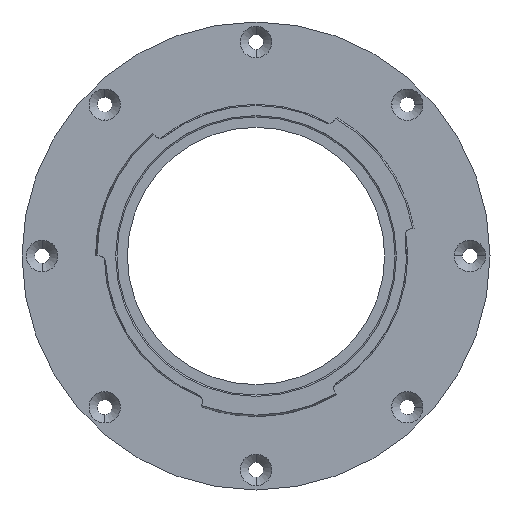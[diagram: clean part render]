
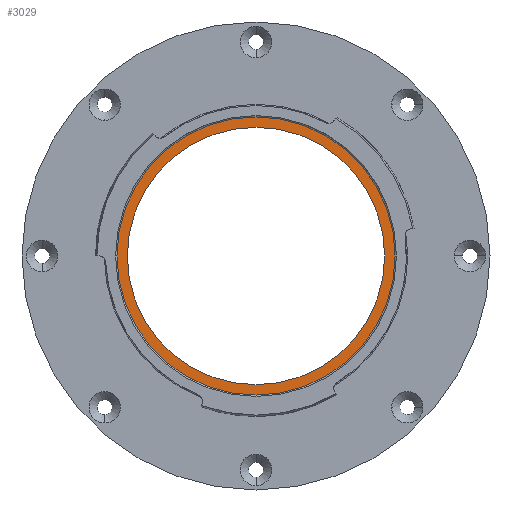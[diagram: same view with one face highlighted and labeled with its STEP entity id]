
A CAD part, front view. The second image highlights one B-rep face of the part: STEP entity #3029.
In plain terms, the highlighted planar face has unit normal (0, -1, 0).
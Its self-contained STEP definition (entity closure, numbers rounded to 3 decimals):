
#19 = VERTEX_POINT ( 'NONE', #1746 ) ;
#93 = CARTESIAN_POINT ( 'NONE',  ( 0., 1., 0. ) ) ;
#150 = VERTEX_POINT ( 'NONE', #2083 ) ;
#256 = AXIS2_PLACEMENT_3D ( 'NONE', #560, #2000, #2926 ) ;
#376 = DIRECTION ( 'NONE',  ( 0., -1., 0. ) ) ;
#442 = EDGE_CURVE ( 'NONE', #19, #150, #1564, .T. ) ;
#528 = ORIENTED_EDGE ( 'NONE', *, *, #1601, .T. ) ;
#560 = CARTESIAN_POINT ( 'NONE',  ( 0., 1., 0. ) ) ;
#693 = CARTESIAN_POINT ( 'NONE',  ( 0., 1., 38.5 ) ) ;
#762 = EDGE_CURVE ( 'NONE', #2320, #1045, #2012, .T. ) ;
#868 = CARTESIAN_POINT ( 'NONE',  ( 0., 1., 0. ) ) ;
#910 = DIRECTION ( 'NONE',  ( 0., -1., 0. ) ) ;
#922 = CIRCLE ( 'NONE', #1171, 41.6 ) ;
#985 = EDGE_LOOP ( 'NONE', ( #1357, #2433 ) ) ;
#1034 = DIRECTION ( 'NONE',  ( 0., -1., 0. ) ) ;
#1045 = VERTEX_POINT ( 'NONE', #1651 ) ;
#1055 = DIRECTION ( 'NONE',  ( 0., -1., 0. ) ) ;
#1159 = DIRECTION ( 'NONE',  ( 0., 0., -1. ) ) ;
#1168 = EDGE_CURVE ( 'NONE', #1045, #2320, #1858, .T. ) ;
#1171 = AXIS2_PLACEMENT_3D ( 'NONE', #93, #1055, #2685 ) ;
#1287 = AXIS2_PLACEMENT_3D ( 'NONE', #3049, #376, #1159 ) ;
#1357 = ORIENTED_EDGE ( 'NONE', *, *, #1168, .F. ) ;
#1564 = CIRCLE ( 'NONE', #2791, 41.6 ) ;
#1601 = EDGE_CURVE ( 'NONE', #150, #19, #922, .T. ) ;
#1651 = CARTESIAN_POINT ( 'NONE',  ( 0., 1., -38.5 ) ) ;
#1716 = CARTESIAN_POINT ( 'NONE',  ( 0., 1., 0. ) ) ;
#1746 = CARTESIAN_POINT ( 'NONE',  ( 0., 1., 41.6 ) ) ;
#1762 = DIRECTION ( 'NONE',  ( 0., 0., -1. ) ) ;
#1833 = FACE_BOUND ( 'NONE', #985, .T. ) ;
#1858 = CIRCLE ( 'NONE', #2209, 38.5 ) ;
#2000 = DIRECTION ( 'NONE',  ( 0., -1., 0. ) ) ;
#2012 = CIRCLE ( 'NONE', #256, 38.5 ) ;
#2083 = CARTESIAN_POINT ( 'NONE',  ( 0., 1., -41.6 ) ) ;
#2209 = AXIS2_PLACEMENT_3D ( 'NONE', #1716, #1034, #1762 ) ;
#2320 = VERTEX_POINT ( 'NONE', #693 ) ;
#2433 = ORIENTED_EDGE ( 'NONE', *, *, #762, .F. ) ;
#2685 = DIRECTION ( 'NONE',  ( 0., 0., -1. ) ) ;
#2772 = PLANE ( 'NONE',  #1287 ) ;
#2784 = EDGE_LOOP ( 'NONE', ( #528, #3071 ) ) ;
#2791 = AXIS2_PLACEMENT_3D ( 'NONE', #868, #910, #3021 ) ;
#2817 = FACE_OUTER_BOUND ( 'NONE', #2784, .T. ) ;
#2926 = DIRECTION ( 'NONE',  ( 0., 0., -1. ) ) ;
#3021 = DIRECTION ( 'NONE',  ( 0., 0., -1. ) ) ;
#3029 = ADVANCED_FACE ( 'NONE', ( #1833, #2817 ), #2772, .T. ) ;
#3049 = CARTESIAN_POINT ( 'NONE',  ( 0., 1., 0. ) ) ;
#3071 = ORIENTED_EDGE ( 'NONE', *, *, #442, .T. ) ;
